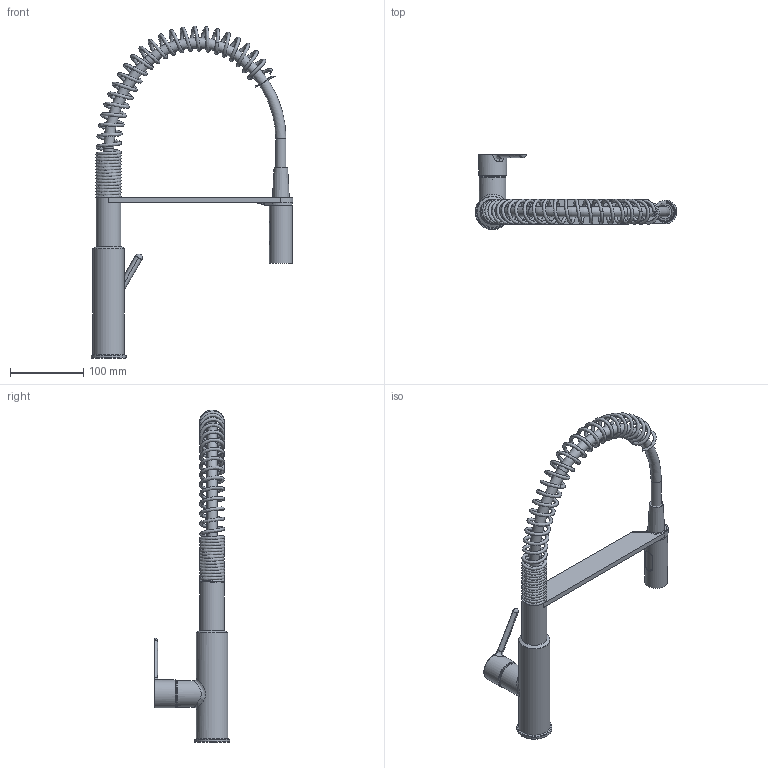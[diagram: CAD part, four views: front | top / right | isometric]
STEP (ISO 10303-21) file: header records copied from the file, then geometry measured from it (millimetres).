
FILE_DESCRIPTION(/* description */ ('Unknown'),/* implementation_level */ '2;1');
FILE_NAME(/* name */ '30361000',/* time_stamp */ '2022-08-26T15:19:10+02:00',/* author */ ('Unknown'),/* organization */ ('GROHE AG'),/* preprocessor_version */ 'ST-DEVELOPER v16.7',/* originating_system */ 'DEX',/* authorisation */ $);
FILE_SCHEMA (('AUTOMOTIVE_DESIGN {1 0 10303 214 3 1 1}'));
Length unit declared in the file: millimetre
Products named in the file (13): 30361000; 170524_lever for PRO; 30361000_0; 30361000_1; 30361000_2; 30361000_3; 30361000_4; P23012-02_2; G0181C7C1E006RH7; 30361000_5; 30361000_6; 30361000_7
Assembly tree (12 placements, depth 2):
  30361000
    170524_lever for PRO
    30361000
    30361000_0
    30361000_1
    30361000_2
    30361000_3
    30361000_4
    P23012-02_2
    G0181C7C1E006RH7
    30361000_5
    30361000_6
    30361000_7
Bounding box: 276.5 x 102.93 x 454.74 mm (x, y, z)
Volume: 642483.6 mm3; surface area: 166413.6 mm2
Topology: 13 solids, 15 shells, 332 faces, 771 edges, 458 vertices
Faces by surface type: plane 101, cylinder 94, bspline 75, torus 30, sphere 17, cone 15
Full cylindrical faces by diameter (mm): 14 x2, 15.2 x1, 21.5 x2, 25.5 x3, 26 x1, 30 x1, 31.4 x1, 32 x1, 34 x1, 36.6 x1, 38.49 x1, 43 x1, 48 x1
Entity records: 27401 total; most frequent: CARTESIAN_POINT 20092, ORIENTED_EDGE 1382, DIRECTION 1378, EDGE_CURVE 691, AXIS2_PLACEMENT_3D 581, VERTEX_POINT 442, EDGE_LOOP 393, FACE_BOUND 393
